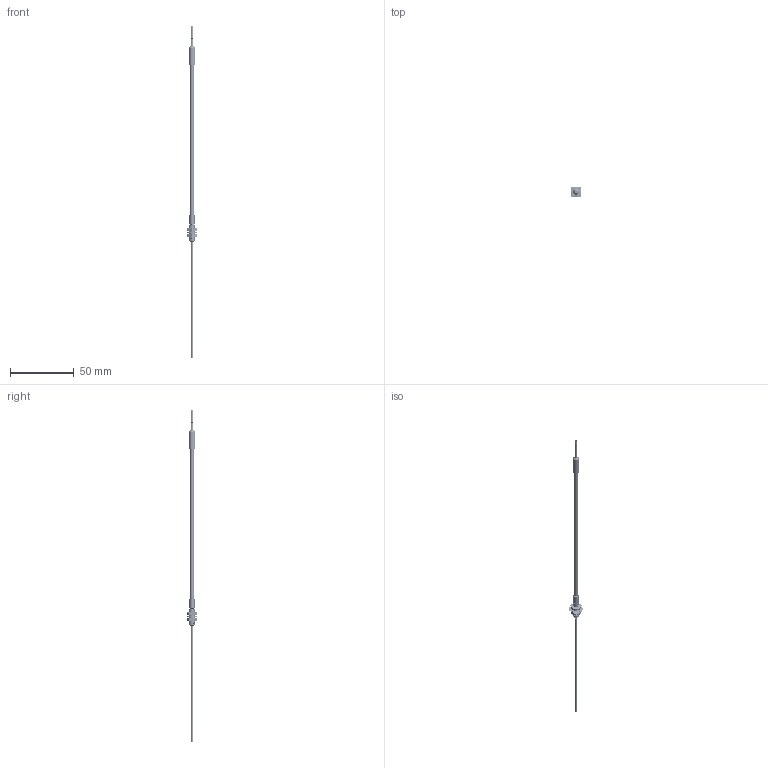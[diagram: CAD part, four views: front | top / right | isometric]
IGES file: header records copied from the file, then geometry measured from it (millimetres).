
Start section:  PTC IGES file: 166375.igs
Global section: file name: 166375.igs; native system: Creo Parametric by Parametric Technology Corporation; preprocessor: 2013230; author: pdmadmin; organization: Unknown; date: 20160203.171757; units: millimetre
Bounding box: 8.32 x 8.41 x 259.69 mm (x, y, z)
Volume: 942.2 mm3; surface area: 34278 mm2
Topology: 10 solids, 13 shells, 1284 faces, 6368 edges, 8169 vertices
Faces by surface type: revolution 1028, bspline 256
